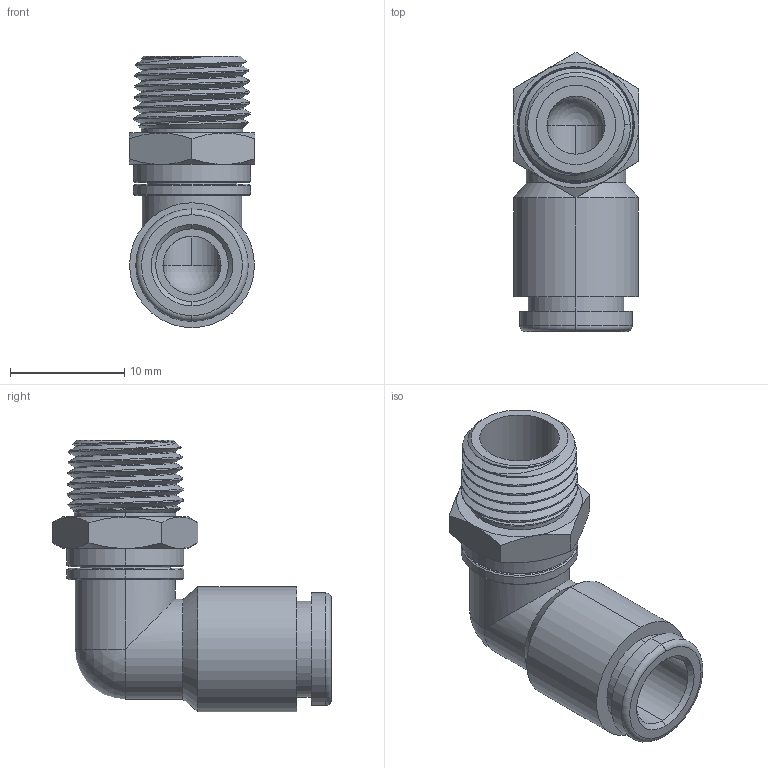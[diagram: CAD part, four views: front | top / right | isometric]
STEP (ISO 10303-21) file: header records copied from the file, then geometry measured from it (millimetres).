
FILE_DESCRIPTION (( 'STEP AP203' ), '1' );
FILE_NAME ('5779K151.step', '2013-12-12T14:57:05', ( 't2jrg' ), ( '' ), 'SwSTEP 2.0', 'SolidWorks 2010', '' );
FILE_SCHEMA (( 'CONFIG_CONTROL_DESIGN' ));
Length unit declared in the file: inch
Products named in the file (1): 5779K151
Bounding box: 11 x 24.38 x 23.72 mm (x, y, z)
Volume: 1691 mm3; surface area: 2198.1 mm2
Topology: 1 solids, 1 shells, 88 faces, 203 edges, 124 vertices
Faces by surface type: cone 40, cylinder 24, plane 17, bspline 3, torus 2, sphere 2
Entity records: 4575 total; most frequent: CARTESIAN_POINT 2590, ORIENTED_EDGE 400, DIRECTION 387, EDGE_CURVE 200, AXIS2_PLACEMENT_3D 165, VERTEX_POINT 123, EDGE_LOOP 99, FACE_OUTER_BOUND 88
